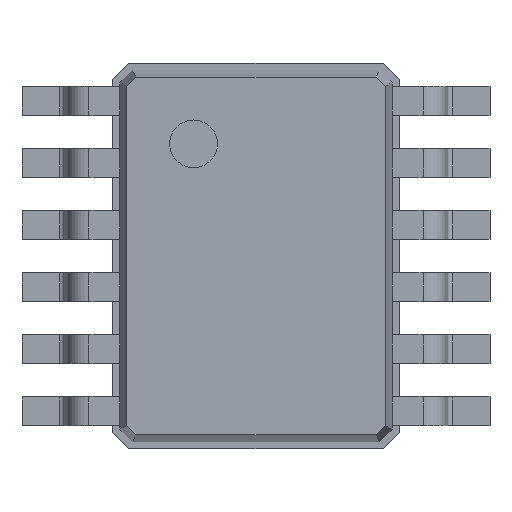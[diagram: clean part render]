
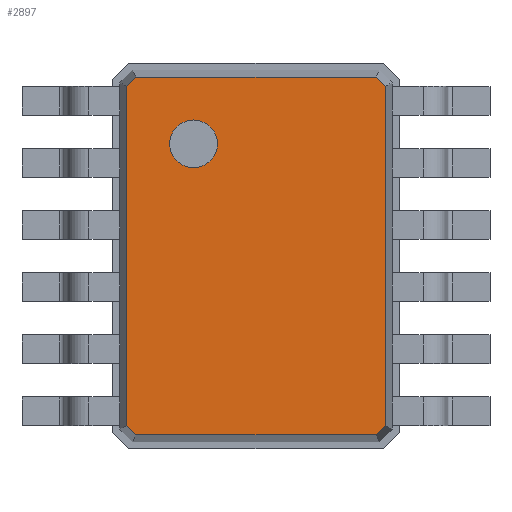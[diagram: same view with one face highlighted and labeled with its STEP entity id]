
A CAD part, top view. The second image highlights one B-rep face of the part: STEP entity #2897.
In plain terms, the highlighted planar face has unit normal (0, 0, 1).
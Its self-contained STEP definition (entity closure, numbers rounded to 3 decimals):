
#13=DIRECTION('',(0.,0.,1.));
#27=VECTOR('',#28,1.);
#28=DIRECTION('',(1.,0.,0.));
#51=VECTOR('',#52,1.);
#52=DIRECTION('',(0.707,-0.707,0.));
#58=VECTOR('',#59,1.);
#59=DIRECTION('',(0.,-1.,0.));
#65=VECTOR('',#66,1.);
#66=DIRECTION('',(-0.707,-0.707,0.));
#72=VECTOR('',#73,1.);
#73=DIRECTION('',(-1.,0.,0.));
#79=VECTOR('',#80,1.);
#80=DIRECTION('',(-0.707,0.707,0.));
#86=VECTOR('',#87,1.);
#87=DIRECTION('',(0.,1.,0.));
#91=VECTOR('',#92,1.);
#92=DIRECTION('',(0.707,0.707,0.));
#997=VERTEX_POINT('',#998);
#998=CARTESIAN_POINT('',(-1.354,1.777,0.95));
#1000=ORIENTED_EDGE('',*,*,#1001,.F.);
#1001=EDGE_CURVE('',#1002,#997,#1004,.T.);
#1002=VERTEX_POINT('',#1003);
#1003=CARTESIAN_POINT('',(-1.354,-1.777,0.95));
#1004=LINE('',#1003,#86);
#1015=VERTEX_POINT('',#1016);
#1016=CARTESIAN_POINT('',(-1.257,1.873,0.95));
#1018=ORIENTED_EDGE('',*,*,#1019,.F.);
#1019=EDGE_CURVE('',#997,#1015,#1020,.T.);
#1020=LINE('',#998,#91);
#1029=VERTEX_POINT('',#1030);
#1030=CARTESIAN_POINT('',(1.257,1.873,0.95));
#1032=ORIENTED_EDGE('',*,*,#1033,.F.);
#1033=EDGE_CURVE('',#1015,#1029,#1034,.T.);
#1034=LINE('',#1016,#27);
#1043=VERTEX_POINT('',#1044);
#1044=CARTESIAN_POINT('',(1.354,1.777,0.95));
#1046=ORIENTED_EDGE('',*,*,#1047,.F.);
#1047=EDGE_CURVE('',#1029,#1043,#1048,.T.);
#1048=LINE('',#1030,#51);
#1105=VERTEX_POINT('',#1106);
#1106=CARTESIAN_POINT('',(1.354,-1.777,0.95));
#1108=ORIENTED_EDGE('',*,*,#1109,.F.);
#1109=EDGE_CURVE('',#1043,#1105,#1110,.T.);
#1110=LINE('',#1044,#58);
#2897=ADVANCED_FACE('',(#2898,#2913),#2923,.T.);
#2898=FACE_BOUND('',#2899,.T.);
#2899=EDGE_LOOP('',(#1032,#1018,#1000,#2900,#2905,#2910,#1108,#1046));
#2900=ORIENTED_EDGE('',*,*,#2901,.F.);
#2901=EDGE_CURVE('',#2902,#1002,#2904,.T.);
#2902=VERTEX_POINT('',#2903);
#2903=CARTESIAN_POINT('',(-1.257,-1.873,0.95));
#2904=LINE('',#2903,#79);
#2905=ORIENTED_EDGE('',*,*,#2906,.F.);
#2906=EDGE_CURVE('',#2907,#2902,#2909,.T.);
#2907=VERTEX_POINT('',#2908);
#2908=CARTESIAN_POINT('',(1.257,-1.873,0.95));
#2909=LINE('',#2908,#72);
#2910=ORIENTED_EDGE('',*,*,#2911,.F.);
#2911=EDGE_CURVE('',#1105,#2907,#2912,.T.);
#2912=LINE('',#1106,#65);
#2913=FACE_BOUND('',#2914,.T.);
#2914=EDGE_LOOP('',(#2915));
#2915=ORIENTED_EDGE('',*,*,#2916,.T.);
#2916=EDGE_CURVE('',#2917,#2917,#2919,.T.);
#2917=VERTEX_POINT('',#2918);
#2918=CARTESIAN_POINT('',(-0.654,0.923,0.95));
#2919=CIRCLE('',#2920,0.25);
#2920=AXIS2_PLACEMENT_3D('',#2921,#2922,#59);
#2921=CARTESIAN_POINT('',(-0.654,1.173,0.95));
#2922=DIRECTION('',(0.,-0.,-1.));
#2923=PLANE('',#2924);
#2924=AXIS2_PLACEMENT_3D('',#1016,#13,#2925);
#2925=DIRECTION('',(0.557,-0.83,0.));
